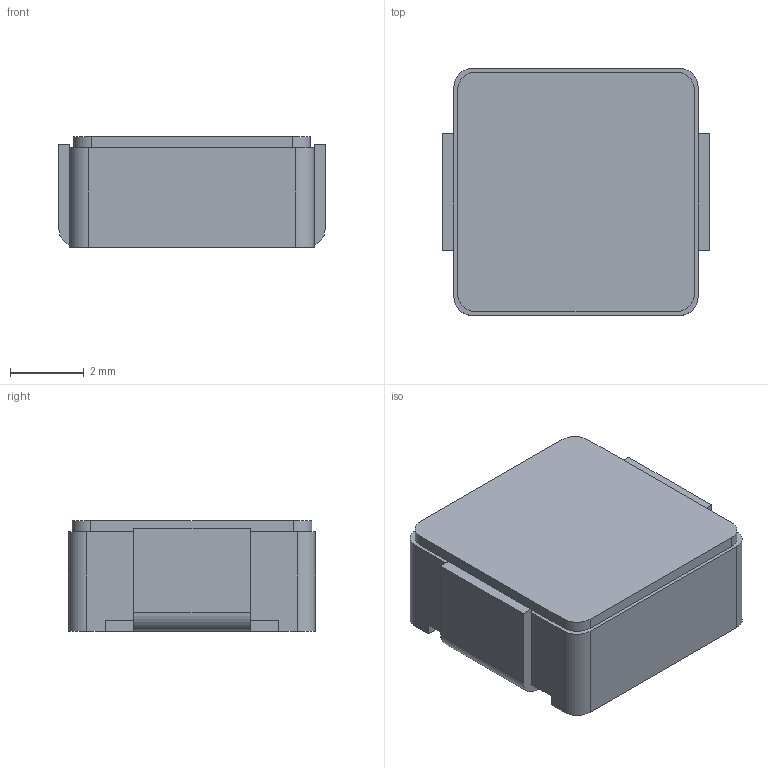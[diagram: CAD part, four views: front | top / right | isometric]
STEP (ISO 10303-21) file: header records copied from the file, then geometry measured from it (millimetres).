
FILE_DESCRIPTION((''),'2;1');
FILE_NAME('IND_VISHAY_IHLP2525CZ.stp','2010-03-30T10:10:45',(''),(''),'Mechanical Desktop 2010','Mechanical Desktop 2010',', , ');
FILE_SCHEMA(('AUTOMOTIVE_DESIGN { 1 2 10303 214 1 1 1 1 }'));
Length unit declared in the file: millimetre
Products named in the file (1): Product
Bounding box: 7.24 x 6.72 x 3 mm (x, y, z)
Volume: 135 mm3; surface area: 306.2 mm2
Topology: 4 solids, 4 shells, 46 faces, 115 edges, 78 vertices
Faces by surface type: plane 26, bspline 11, cylinder 9
Entity records: 1434 total; most frequent: CARTESIAN_POINT 286, ORIENTED_EDGE 228, DIRECTION 207, EDGE_CURVE 114, VECTOR 95, LINE 95, VERTEX_POINT 76, AXIS2_PLACEMENT_3D 56
